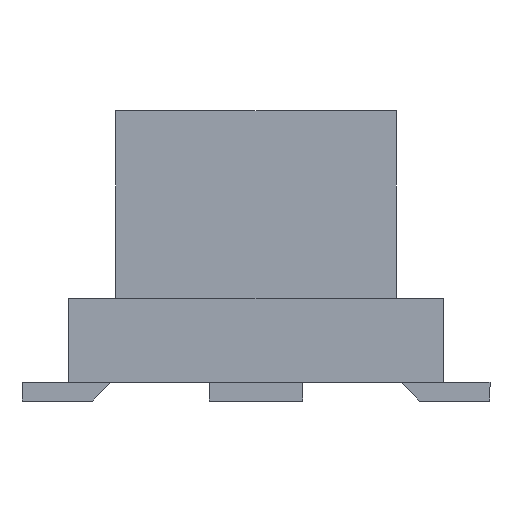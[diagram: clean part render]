
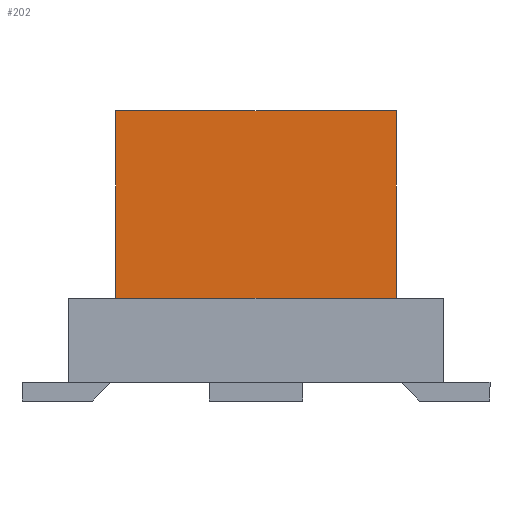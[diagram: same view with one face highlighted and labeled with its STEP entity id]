
A CAD part, left-side view. The second image highlights one B-rep face of the part: STEP entity #202.
In plain terms, the highlighted planar face has unit normal (-1, 0, 0).
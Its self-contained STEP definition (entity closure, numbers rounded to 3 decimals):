
#199 = VERTEX_POINT ( 'NONE', #1949 ) ;
#201 = EDGE_CURVE ( 'NONE', #199, #223, #1948, .T. ) ;
#202 = ADVANCED_FACE ( 'NONE', ( #1944 ), #1943, .T. ) ;
#203 = EDGE_LOOP ( 'NONE', ( #204, #208, #210, #211 ) ) ;
#204 = ORIENTED_EDGE ( 'NONE', *, *, #205, .F. ) ;
#205 = EDGE_CURVE ( 'NONE', #206, #207, #1938, .T. ) ;
#206 = VERTEX_POINT ( 'NONE', #1934 ) ;
#207 = VERTEX_POINT ( 'NONE', #1933 ) ;
#208 = ORIENTED_EDGE ( 'NONE', *, *, #209, .F. ) ;
#209 = EDGE_CURVE ( 'NONE', #223, #206, #1932, .T. ) ;
#210 = ORIENTED_EDGE ( 'NONE', *, *, #201, .F. ) ;
#211 = ORIENTED_EDGE ( 'NONE', *, *, #212, .F. ) ;
#212 = EDGE_CURVE ( 'NONE', #207, #199, #1928, .T. ) ;
#223 = VERTEX_POINT ( 'NONE', #1976 ) ;
#1927 = CARTESIAN_POINT ( 'NONE',  ( 0., -1.05, -1.95 ) ) ;
#1928 = LINE ( 'NONE', #1927, #1993 ) ;
#1929 = DIRECTION ( 'NONE',  ( 0., -1., 0. ) ) ;
#1930 = VECTOR ( 'NONE', #1929, 1000. ) ;
#1931 = CARTESIAN_POINT ( 'NONE',  ( 0., -1.05, 0.05 ) ) ;
#1932 = LINE ( 'NONE', #1931, #1930 ) ;
#1933 = CARTESIAN_POINT ( 'NONE',  ( 0., -1.05, -1.95 ) ) ;
#1934 = CARTESIAN_POINT ( 'NONE',  ( 0., -1.05, 0.05 ) ) ;
#1935 = DIRECTION ( 'NONE',  ( 0., 0., -1. ) ) ;
#1936 = VECTOR ( 'NONE', #1935, 1000. ) ;
#1937 = CARTESIAN_POINT ( 'NONE',  ( 0., -1.05, -1.95 ) ) ;
#1938 = LINE ( 'NONE', #1937, #1936 ) ;
#1939 = DIRECTION ( 'NONE',  ( 0., -1., 0. ) ) ;
#1940 = DIRECTION ( 'NONE',  ( -1., 0., 0. ) ) ;
#1941 = CARTESIAN_POINT ( 'NONE',  ( 0., -1.05, -1.95 ) ) ;
#1942 = AXIS2_PLACEMENT_3D ( 'NONE', #1941, #1940, #1939 ) ;
#1943 = PLANE ( 'NONE',  #1942 ) ;
#1944 = FACE_OUTER_BOUND ( 'NONE', #203, .T. ) ;
#1945 = DIRECTION ( 'NONE',  ( 0., 0., 1. ) ) ;
#1946 = VECTOR ( 'NONE', #1945, 1000. ) ;
#1947 = CARTESIAN_POINT ( 'NONE',  ( 0., 1.95, -1.95 ) ) ;
#1948 = LINE ( 'NONE', #1947, #1946 ) ;
#1949 = CARTESIAN_POINT ( 'NONE',  ( 0., 1.95, -1.95 ) ) ;
#1976 = CARTESIAN_POINT ( 'NONE',  ( 0., 1.95, 0.05 ) ) ;
#1992 = DIRECTION ( 'NONE',  ( 0., 1., 0. ) ) ;
#1993 = VECTOR ( 'NONE', #1992, 1000. ) ;
